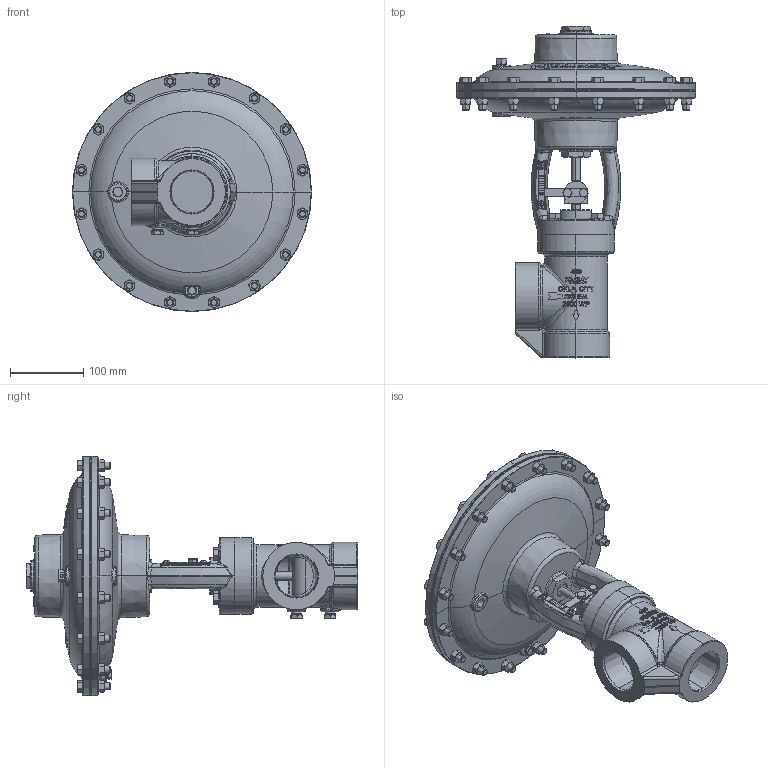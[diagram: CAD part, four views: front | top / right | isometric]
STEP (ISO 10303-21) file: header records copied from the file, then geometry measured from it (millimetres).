
FILE_DESCRIPTION (( 'STEP AP203' ), '1' );
FILE_NAME ('2 INCH HPMV 2200 SMA (ECL).step', '2014-01-24T19:22:38', ( 'PCTech' ), ( 'Microsoft' ), 'SwSTEP 2.0', 'SolidWorks 2013', '' );
FILE_SCHEMA (( 'CONFIG_CONTROL_DESIGN' ));
Length unit declared in the file: inch
Products named in the file (1): 2 INCH HPMV 2200 SMA (ECL)
Bounding box: 327.02 x 453.99 x 327.02 mm (x, y, z)
Volume: 5697890.1 mm3; surface area: 817213.6 mm2
Topology: 65 solids, 65 shells, 3241 faces, 7932 edges, 4994 vertices
Faces by surface type: plane 1410, bspline 585, cone 566, cylinder 430, torus 189, sphere 61
Entity records: 137594 total; most frequent: CARTESIAN_POINT 66736, ORIENTED_EDGE 15824, DIRECTION 12998, EDGE_CURVE 7912, VERTEX_POINT 4993, AXIS2_PLACEMENT_3D 4875, EDGE_LOOP 3441, LINE 3248
